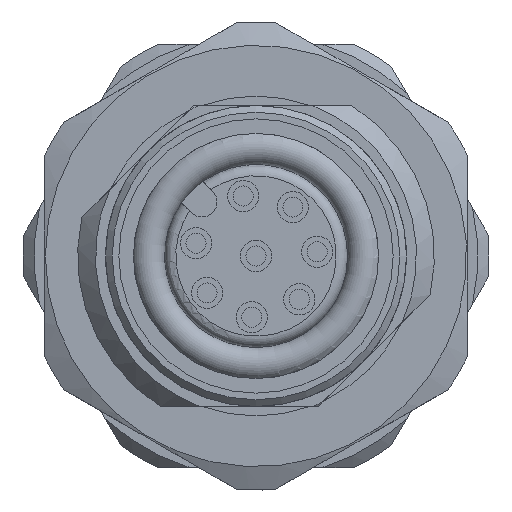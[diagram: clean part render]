
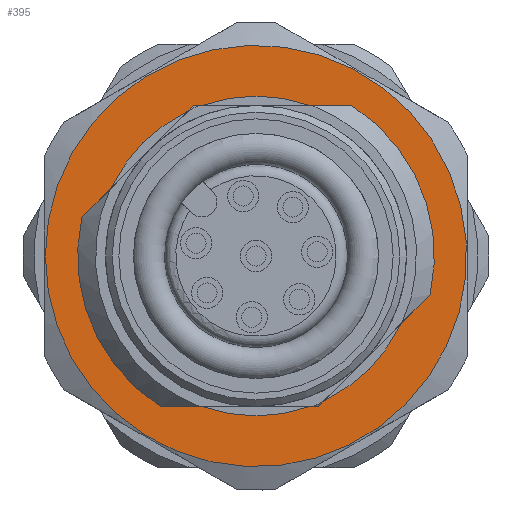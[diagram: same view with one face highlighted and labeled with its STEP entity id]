
A CAD part, front view. The second image highlights one B-rep face of the part: STEP entity #395.
In plain terms, the highlighted planar face has unit normal (0, -1, 0).
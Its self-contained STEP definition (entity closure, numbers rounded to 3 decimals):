
#146=FACE_BOUND('',#744,.T.);
#147=FACE_BOUND('',#745,.T.);
#306=PLANE('',#2834);
#395=ADVANCED_FACE('',(#146,#147),#306,.T.);
#744=EDGE_LOOP('',(#1369));
#745=EDGE_LOOP('',(#1370,#1371,#1372,#1373,#1374,#1375,#1376,#1377,#1378,
#1379,#1380,#1381,#1382,#1383));
#1000=LINE('',#4113,#1130);
#1002=LINE('',#4116,#1132);
#1008=LINE('',#4132,#1138);
#1009=LINE('',#4133,#1139);
#1015=LINE('',#4149,#1145);
#1017=LINE('',#4152,#1147);
#1022=LINE('',#4166,#1152);
#1023=LINE('',#4167,#1153);
#1130=VECTOR('',#3244,1.);
#1132=VECTOR('',#3246,1.);
#1138=VECTOR('',#3254,1.);
#1139=VECTOR('',#3255,1.);
#1145=VECTOR('',#3263,1.);
#1147=VECTOR('',#3265,1.);
#1152=VECTOR('',#3272,1.);
#1153=VECTOR('',#3273,1.);
#1369=ORIENTED_EDGE('',*,*,#2324,.F.);
#1370=ORIENTED_EDGE('',*,*,#2297,.F.);
#1371=ORIENTED_EDGE('',*,*,#2304,.F.);
#1372=ORIENTED_EDGE('',*,*,#2325,.F.);
#1373=ORIENTED_EDGE('',*,*,#2305,.F.);
#1374=ORIENTED_EDGE('',*,*,#2280,.F.);
#1375=ORIENTED_EDGE('',*,*,#2320,.T.);
#1376=ORIENTED_EDGE('',*,*,#2326,.F.);
#1377=ORIENTED_EDGE('',*,*,#2321,.T.);
#1378=ORIENTED_EDGE('',*,*,#2312,.T.);
#1379=ORIENTED_EDGE('',*,*,#2327,.F.);
#1380=ORIENTED_EDGE('',*,*,#2314,.T.);
#1381=ORIENTED_EDGE('',*,*,#2257,.F.);
#1382=ORIENTED_EDGE('',*,*,#2295,.F.);
#1383=ORIENTED_EDGE('',*,*,#2328,.F.);
#1986=VERTEX_POINT('',#4005);
#1988=VERTEX_POINT('',#4008);
#2003=VERTEX_POINT('',#4070);
#2004=VERTEX_POINT('',#4072);
#2013=VERTEX_POINT('',#4112);
#2014=VERTEX_POINT('',#4115);
#2015=VERTEX_POINT('',#4117);
#2019=VERTEX_POINT('',#4131);
#2020=VERTEX_POINT('',#4134);
#2024=VERTEX_POINT('',#4148);
#2025=VERTEX_POINT('',#4150);
#2026=VERTEX_POINT('',#4153);
#2029=VERTEX_POINT('',#4165);
#2030=VERTEX_POINT('',#4168);
#2032=VERTEX_POINT('',#4174);
#2257=EDGE_CURVE('',#1986,#1988,#2614,.T.);
#2280=EDGE_CURVE('',#2003,#2004,#2623,.T.);
#2295=EDGE_CURVE('',#2013,#1986,#1000,.T.);
#2297=EDGE_CURVE('',#2014,#2015,#1002,.T.);
#2304=EDGE_CURVE('',#2019,#2014,#1008,.T.);
#2305=EDGE_CURVE('',#2004,#2020,#1009,.T.);
#2312=EDGE_CURVE('',#2025,#2024,#1015,.T.);
#2314=EDGE_CURVE('',#2026,#1988,#1017,.T.);
#2320=EDGE_CURVE('',#2003,#2029,#1022,.T.);
#2321=EDGE_CURVE('',#2030,#2025,#1023,.T.);
#2324=EDGE_CURVE('',#2032,#2032,#2630,.T.);
#2325=EDGE_CURVE('',#2020,#2019,#2631,.T.);
#2326=EDGE_CURVE('',#2030,#2029,#2632,.T.);
#2327=EDGE_CURVE('',#2026,#2024,#2633,.T.);
#2328=EDGE_CURVE('',#2015,#2013,#2634,.T.);
#2614=CIRCLE('',#2794,8.);
#2623=CIRCLE('',#2810,8.);
#2630=CIRCLE('',#2829,9.45);
#2631=CIRCLE('',#2830,7.172);
#2632=CIRCLE('',#2831,7.172);
#2633=CIRCLE('',#2832,7.172);
#2634=CIRCLE('',#2833,7.172);
#2794=AXIS2_PLACEMENT_3D('',#4007,#3169,#3170);
#2810=AXIS2_PLACEMENT_3D('',#4071,#3209,#3210);
#2829=AXIS2_PLACEMENT_3D('',#4173,#3278,#3279);
#2830=AXIS2_PLACEMENT_3D('',#4175,#3280,#3281);
#2831=AXIS2_PLACEMENT_3D('',#4176,#3282,#3283);
#2832=AXIS2_PLACEMENT_3D('',#4177,#3284,#3285);
#2833=AXIS2_PLACEMENT_3D('',#4178,#3286,#3287);
#2834=AXIS2_PLACEMENT_3D('',#4179,#3288,#3289);
#3169=DIRECTION('',(0.,-1.,0.));
#3170=DIRECTION('',(0.,0.,1.));
#3209=DIRECTION('',(0.,-1.,0.));
#3210=DIRECTION('',(0.,0.,1.));
#3244=DIRECTION('',(-0.707,0.,-0.707));
#3246=DIRECTION('',(-0.707,0.,-0.707));
#3254=DIRECTION('',(-1.,0.,0.));
#3255=DIRECTION('',(-1.,0.,0.));
#3263=DIRECTION('',(-1.,0.,0.));
#3265=DIRECTION('',(-1.,0.,0.));
#3272=DIRECTION('',(-0.707,0.,-0.707));
#3273=DIRECTION('',(-0.707,0.,-0.707));
#3278=DIRECTION('',(0.,1.,0.));
#3279=DIRECTION('',(-1.,0.,0.));
#3280=DIRECTION('',(0.,-1.,0.));
#3281=DIRECTION('',(1.,0.,0.));
#3282=DIRECTION('',(0.,-1.,0.));
#3283=DIRECTION('',(1.,0.,0.));
#3284=DIRECTION('',(0.,-1.,0.));
#3285=DIRECTION('',(1.,0.,0.));
#3286=DIRECTION('',(0.,-1.,0.));
#3287=DIRECTION('',(1.,0.,0.));
#3288=DIRECTION('',(0.,-1.,0.));
#3289=DIRECTION('',(-1.,0.,0.));
#4005=CARTESIAN_POINT('',(7.941,-6.25,1.737));
#4007=CARTESIAN_POINT('',(15.75,-6.25,0.));
#4008=CARTESIAN_POINT('',(11.456,-6.25,-6.75));
#4070=CARTESIAN_POINT('',(23.559,-6.25,-1.737));
#4071=CARTESIAN_POINT('',(15.75,-6.25,0.));
#4072=CARTESIAN_POINT('',(20.044,-6.25,6.75));
#4112=CARTESIAN_POINT('',(9.263,-6.25,3.059));
#4113=CARTESIAN_POINT('',(6.915,-6.25,0.711));
#4115=CARTESIAN_POINT('',(12.954,-6.25,6.75));
#4116=CARTESIAN_POINT('',(6.915,-6.25,0.711));
#4117=CARTESIAN_POINT('',(12.691,-6.25,6.487));
#4131=CARTESIAN_POINT('',(13.326,-6.25,6.75));
#4132=CARTESIAN_POINT('',(12.954,-6.25,6.75));
#4133=CARTESIAN_POINT('',(12.954,-6.25,6.75));
#4134=CARTESIAN_POINT('',(18.174,-6.25,6.75));
#4148=CARTESIAN_POINT('',(18.174,-6.25,-6.75));
#4149=CARTESIAN_POINT('',(10.006,-6.25,-6.75));
#4150=CARTESIAN_POINT('',(18.546,-6.25,-6.75));
#4152=CARTESIAN_POINT('',(10.006,-6.25,-6.75));
#4153=CARTESIAN_POINT('',(13.326,-6.25,-6.75));
#4165=CARTESIAN_POINT('',(22.237,-6.25,-3.059));
#4166=CARTESIAN_POINT('',(18.546,-6.25,-6.75));
#4167=CARTESIAN_POINT('',(18.546,-6.25,-6.75));
#4168=CARTESIAN_POINT('',(18.809,-6.25,-6.487));
#4173=CARTESIAN_POINT('',(15.75,-6.25,0.));
#4174=CARTESIAN_POINT('',(6.3,-6.25,0.));
#4175=CARTESIAN_POINT('',(15.75,-6.25,0.));
#4176=CARTESIAN_POINT('',(15.75,-6.25,0.));
#4177=CARTESIAN_POINT('',(15.75,-6.25,0.));
#4178=CARTESIAN_POINT('',(15.75,-6.25,0.));
#4179=CARTESIAN_POINT('',(15.75,-6.25,0.));
